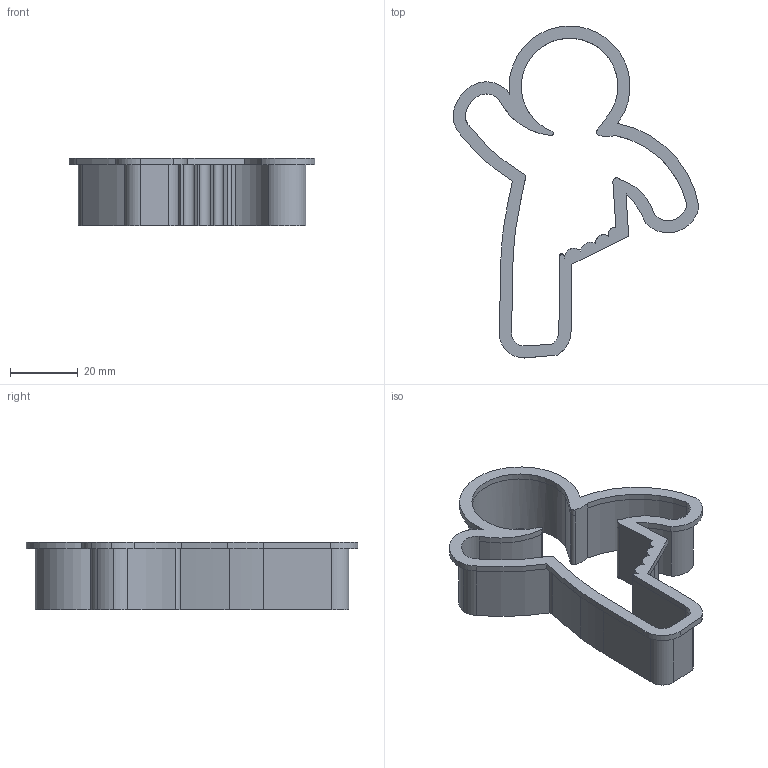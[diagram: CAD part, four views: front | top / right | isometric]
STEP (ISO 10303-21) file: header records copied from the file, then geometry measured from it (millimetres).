
FILE_DESCRIPTION( ( 'STEP AP214' ), ' ' );
FILE_NAME( 'psolqas11565846557.stp', '2015-12-23T10:56:58', ( '' ), ( '' ), ' ', 'PARTsolutions', ' ' );
FILE_SCHEMA( ( 'AUTOMOTIVE_DESIGN { 1 0 10303 214 1 1 1 1 }' ) );
Length unit declared in the file: metre
Products named in the file (1): _Schrek cookie 2 0.9
Bounding box: 72.46 x 97.86 x 19.8 mm (x, y, z)
Volume: 7473 mm3; surface area: 15464.5 mm2
Topology: 1 solids, 1 shells, 127 faces, 354 edges, 230 vertices
Faces by surface type: cylinder 85, plane 42
Entity records: 5232 total; most frequent: CARTESIAN_POINT 782, DIRECTION 778, ORIENTED_EDGE 708, EDGE_CURVE 354, AXIS2_PLACEMENT_3D 302, VERTEX_POINT 230, CIRCLE 174, LINE 174
